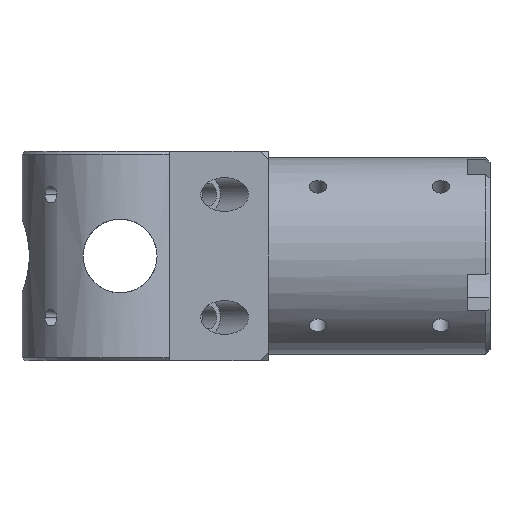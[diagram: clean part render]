
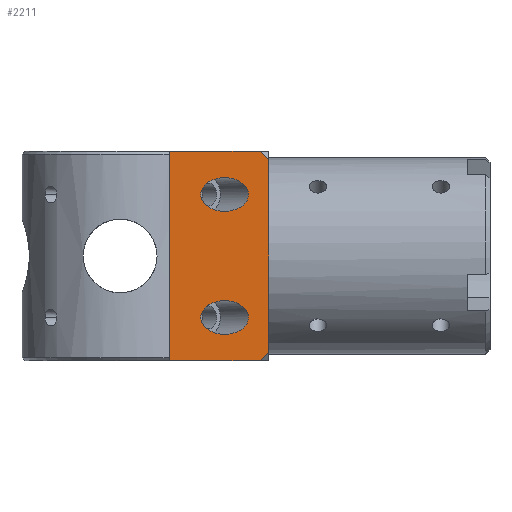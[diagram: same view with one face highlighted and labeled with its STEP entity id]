
A CAD part, front view. The second image highlights one B-rep face of the part: STEP entity #2211.
In plain terms, the highlighted face is planar.
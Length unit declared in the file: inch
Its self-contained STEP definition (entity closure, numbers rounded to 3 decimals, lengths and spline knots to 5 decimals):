
#39=ELLIPSE('',#2331,0.61605,0.43561);
#40=ELLIPSE('',#2336,0.61605,0.43561);
#462=PLANE('',#2340);
#509=VECTOR('',#2581,1.);
#510=VECTOR('',#2582,1.);
#511=VECTOR('',#2583,1.);
#512=VECTOR('',#2584,1.);
#513=VECTOR('',#2585,1.);
#514=VECTOR('',#2586,1.);
#599=LINE('',#3871,#509);
#600=LINE('',#3874,#510);
#601=LINE('',#3876,#511);
#602=LINE('',#3878,#512);
#603=LINE('',#3880,#513);
#604=LINE('',#3882,#514);
#808=VERTEX_POINT('',#3856);
#811=VERTEX_POINT('',#3864);
#814=VERTEX_POINT('',#3872);
#815=VERTEX_POINT('',#3873);
#816=VERTEX_POINT('',#3875);
#817=VERTEX_POINT('',#3877);
#818=VERTEX_POINT('',#3879);
#819=VERTEX_POINT('',#3881);
#1097=EDGE_CURVE('',#808,#808,#39,.T.);
#1100=EDGE_CURVE('',#811,#811,#40,.T.);
#1103=EDGE_CURVE('',#814,#815,#599,.T.);
#1104=EDGE_CURVE('',#816,#815,#600,.T.);
#1105=EDGE_CURVE('',#816,#817,#601,.T.);
#1106=EDGE_CURVE('',#817,#818,#602,.T.);
#1107=EDGE_CURVE('',#818,#819,#603,.T.);
#1108=EDGE_CURVE('',#819,#814,#604,.T.);
#1461=ORIENTED_EDGE('',*,*,#1103,.T.);
#1462=ORIENTED_EDGE('',*,*,#1104,.F.);
#1463=ORIENTED_EDGE('',*,*,#1105,.T.);
#1464=ORIENTED_EDGE('',*,*,#1106,.T.);
#1465=ORIENTED_EDGE('',*,*,#1107,.T.);
#1466=ORIENTED_EDGE('',*,*,#1108,.T.);
#1467=ORIENTED_EDGE('',*,*,#1100,.T.);
#1468=ORIENTED_EDGE('',*,*,#1097,.T.);
#1863=EDGE_LOOP('',(#1461,#1462,#1463,#1464,#1465,#1466));
#1864=EDGE_LOOP('',(#1467));
#1865=EDGE_LOOP('',(#1468));
#2073=FACE_BOUND('',#1863,.T.);
#2074=FACE_BOUND('',#1864,.T.);
#2075=FACE_BOUND('',#1865,.T.);
#2211=ADVANCED_FACE('',(#2073,#2074,#2075),#462,.T.);
#2331=AXIS2_PLACEMENT_3D('',#3855,#2564,#2565);
#2336=AXIS2_PLACEMENT_3D('',#3863,#2573,#2574);
#2340=AXIS2_PLACEMENT_3D('',#3870,#2580,$);
#2564=DIRECTION('',(0.,0.,1.));
#2565=DIRECTION('',(-0.616,0.,0.));
#2573=DIRECTION('',(0.,0.,1.));
#2574=DIRECTION('',(-0.616,0.,0.));
#2580=DIRECTION('',(0.,0.,-1.));
#2581=DIRECTION('',(-0.707,-0.707,0.));
#2582=DIRECTION('',(1.,0.,0.));
#2583=DIRECTION('',(0.,1.,0.));
#2584=DIRECTION('',(1.,0.,0.));
#2585=DIRECTION('',(0.707,-0.707,0.));
#2586=DIRECTION('',(0.,-1.,0.));
#3855=CARTESIAN_POINT('',(2.69875,-1.5875,-2.69875));
#3856=CARTESIAN_POINT('',(3.3148,-1.5875,-2.69875));
#3863=CARTESIAN_POINT('',(2.69875,1.5875,-2.69875));
#3864=CARTESIAN_POINT('',(3.3148,1.5875,-2.69875));
#3870=CARTESIAN_POINT('',(0.,0.,-2.69875));
#3871=CARTESIAN_POINT('',(3.44329,-2.87496,-2.69875));
#3872=CARTESIAN_POINT('',(3.8354,-2.48285,-2.69875));
#3873=CARTESIAN_POINT('',(3.6195,-2.69875,-2.69875));
#3874=CARTESIAN_POINT('',(0.,-2.69875,-2.69875));
#3875=CARTESIAN_POINT('',(1.27,-2.69875,-2.69875));
#3876=CARTESIAN_POINT('',(1.27,-3.36795,-2.69875));
#3877=CARTESIAN_POINT('',(1.27,2.69875,-2.69875));
#3878=CARTESIAN_POINT('',(0.,2.69875,-2.69875));
#3879=CARTESIAN_POINT('',(3.6195,2.69875,-2.69875));
#3880=CARTESIAN_POINT('',(3.44329,2.87496,-2.69875));
#3881=CARTESIAN_POINT('',(3.8354,2.48285,-2.69875));
#3882=CARTESIAN_POINT('',(3.8354,-2.69875,-2.69875));
